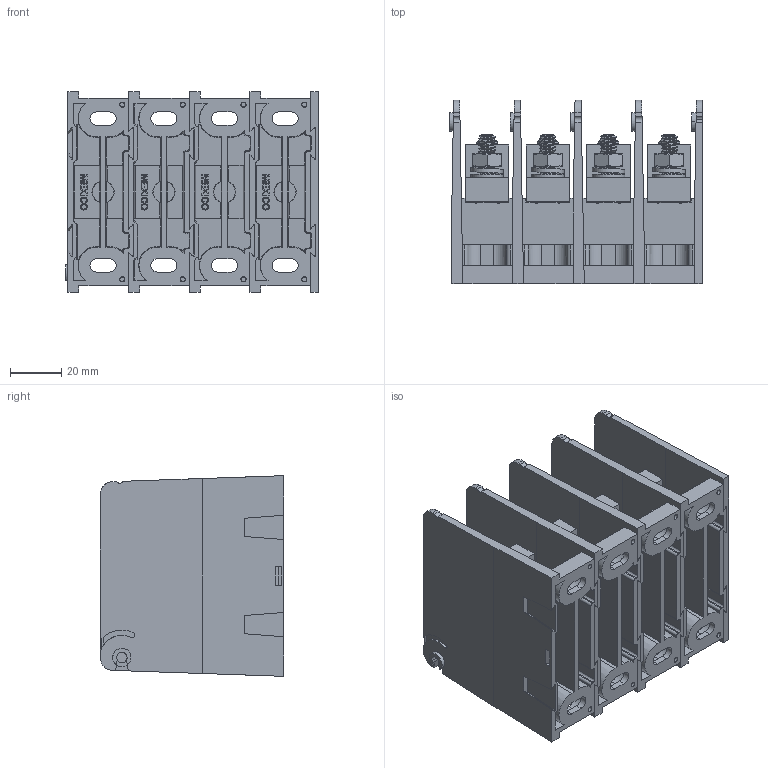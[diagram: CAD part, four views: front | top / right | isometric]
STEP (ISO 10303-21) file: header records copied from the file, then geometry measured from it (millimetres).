
FILE_DESCRIPTION (( 'STEP AP214' ), '1' );
FILE_NAME ('701924rev-4P.STEP', '2016-02-03T14:12:13', ( '' ), ( '' ), 'SwSTEP 2.0', 'SolidWorks 2014', '' );
FILE_SCHEMA (( 'AUTOMOTIVE_DESIGN' ));
Length unit declared in the file: inch
Products named in the file (11): F08955_.250-20; C06314; 701924rev-4P; F08922_DEFAULT; C06314P; F08974; F09917_91251A541; F08973_F08973; F09002; 410035; 330557
Assembly tree (19 placements, depth 3):
  701924rev-4P
    410035  x4
    330557
    C06314P  x4
      C06314
      F08955_.250-20
      F09002
      F08973_F08973
      F08974
      F09917_91251A541
    F08922_DEFAULT  x4
Bounding box: 98.41 x 71.37 x 78.11 mm (x, y, z)
Volume: 174372.7 mm3; surface area: 133583.1 mm2
Topology: 33 solids, 33 shells, 2346 faces, 6433 edges, 4232 vertices
Faces by surface type: cylinder 905, plane 897, cone 268, bspline 252, torus 16, sphere 8
Entity records: 26005 total; most frequent: CARTESIAN_POINT 11113, ORIENTED_EDGE 3410, DIRECTION 2552, EDGE_CURVE 1705, VERTEX_POINT 1121, VECTOR 904, LINE 904, AXIS2_PLACEMENT_3D 824
